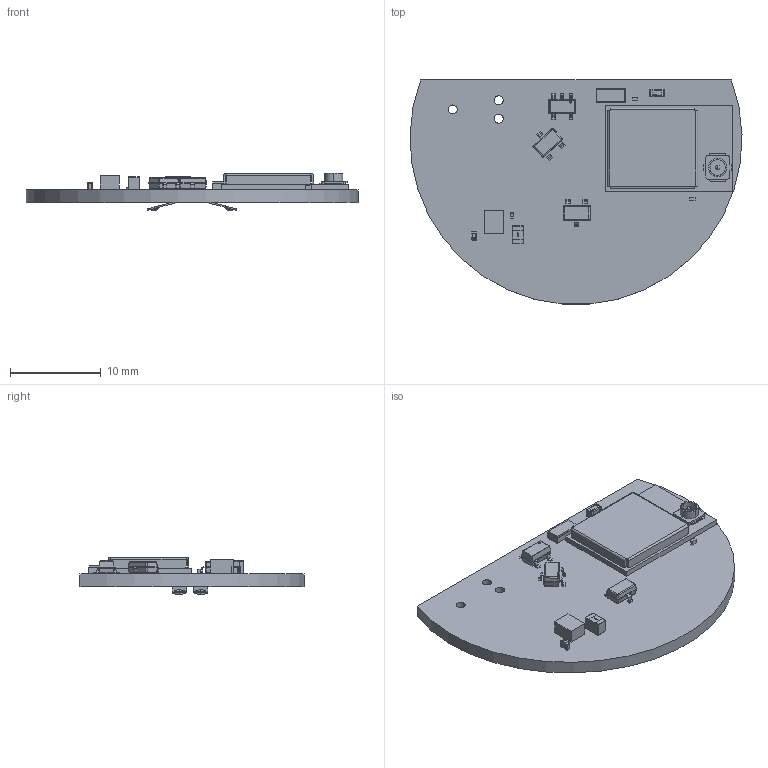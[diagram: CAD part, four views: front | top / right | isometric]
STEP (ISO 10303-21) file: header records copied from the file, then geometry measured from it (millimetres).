
FILE_DESCRIPTION(('Open CASCADE Model'),'2;1');
FILE_NAME('Open CASCADE Shape Model','2025-07-01T05:50:33',('Author'),( 'Open CASCADE'),'Open CASCADE STEP processor 7.5','Open CASCADE 7.5' ,'Unknown');
FILE_SCHEMA(('AUTOMOTIVE_DESIGN { 1 0 10303 214 1 1 1 1 }'));
Length unit declared in the file: millimetre
Products named in the file (55): PCB; Board; Open CASCADE STEP translator 7.5 1.1.1; C3; 6704289424; Extruded; L2; Ind_TDK_MLZ1608A1R0WT000_eec; 1; 2; TDK Logo; C4; M1; AN54L15Q-U-20250207_RGB8421504; Y1; 6581926656; solidBody; solidTop; solidLead; U3; 6581927616; Body; Leader; U4; 6581927776; IC1; 6581929136; PinsArrayL; PinsArrayR; U5; 6581937216; C1; Cap_TDK_C2012X7R1E474K125AA_eec; body; side; R1; 6704291264; 6704288624; U1; 6581934096 ...
Assembly tree (61 placements, depth 5):
  PCB
    Board
      Open CASCADE STEP translator 7.5 1.1.1
    C3
      6704289424
        Extruded
    L2
      Ind_TDK_MLZ1608A1R0WT000_eec
        1
        2
        TDK Logo
    C4
      6704289424
        Extruded
    M1
      AN54L15Q-U-20250207_RGB8421504
    Y1
      6581926656
        solidBody
        solidTop
        solidLead
    U3
      6581927616
        Body
          Open CASCADE STEP translator 7.5 1.1.1
        Leader  x3
    U4
      6581927776
        Body
          Open CASCADE STEP translator 7.5 1.1.1
        Leader  x3
    IC1
      6581929136
        Body
        PinsArrayL
        PinsArrayR
    U5
      6581937216
    C1
      Cap_TDK_C2012X7R1E474K125AA_eec
        body
        side  x2
        TDK Logo
    R1
      6704291264
        Extruded
      6704288624  x2
        Extruded
    U1
      6581934096
        Body
        Pins
    C2
      Cap_Murata_GRM158C80G226ME01J_eec
        Terminals
        Center
        Murata
Bounding box: 36.59 x 24.69 x 4.17 mm (x, y, z)
Volume: 1221.4 mm3; surface area: 2468.3 mm2
Topology: 74 solids, 74 shells, 1379 faces, 3194 edges, 1997 vertices
Faces by surface type: plane 900, cylinder 357, sphere 66, bspline 40, torus 16
Full cylindrical faces by diameter (mm): 0.2 x1, 0.99 x3
Entity records: 40093 total; most frequent: CARTESIAN_POINT 8185, DIRECTION 6074, ORIENTED_EDGE 5880, EDGE_CURVE 2940, LINE 2160, VECTOR 2160, AXIS2_PLACEMENT_3D 1957, VERTEX_POINT 1865
